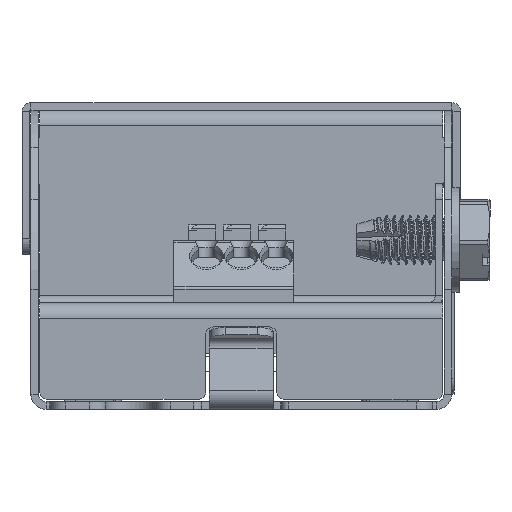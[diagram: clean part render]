
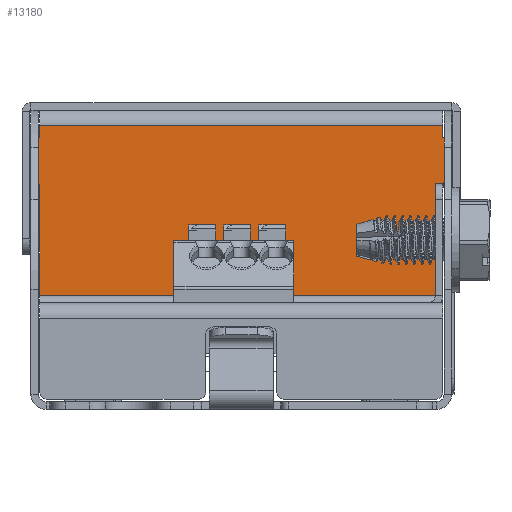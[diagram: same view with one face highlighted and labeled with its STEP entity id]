
A CAD part, left-side view. The second image highlights one B-rep face of the part: STEP entity #13180.
In plain terms, the highlighted planar face has unit normal (-1, 0, 0).
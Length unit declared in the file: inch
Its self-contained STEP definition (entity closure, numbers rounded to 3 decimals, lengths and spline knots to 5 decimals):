
#60 = VERTEX_POINT ( 'NONE', #22341 ) ;
#266 = CARTESIAN_POINT ( 'NONE',  ( 0.69122, -0.045, 0.86089 ) ) ;
#319 = FACE_OUTER_BOUND ( 'NONE', #21168, .T. ) ;
#327 = EDGE_CURVE ( 'NONE', #1986, #20295, #17955, .T. ) ;
#475 = ORIENTED_EDGE ( 'NONE', *, *, #20427, .T. ) ;
#1193 = VECTOR ( 'NONE', #7765, 39.37008 ) ;
#1438 = AXIS2_PLACEMENT_3D ( 'NONE', #11880, #4766, #17207 ) ;
#1748 = DIRECTION ( 'NONE',  ( 0., -1., 0. ) ) ;
#1759 = VECTOR ( 'NONE', #20063, 39.37008 ) ;
#1802 = ORIENTED_EDGE ( 'NONE', *, *, #3469, .F. ) ;
#1986 = VERTEX_POINT ( 'NONE', #7452 ) ;
#2085 = CARTESIAN_POINT ( 'NONE',  ( 0.69122, -0.045, 0.23989 ) ) ;
#2206 = EDGE_CURVE ( 'NONE', #11979, #15687, #20660, .T. ) ;
#2577 = CARTESIAN_POINT ( 'NONE',  ( 0.69122, 1.545, 0.66089 ) ) ;
#2962 = VERTEX_POINT ( 'NONE', #11251 ) ;
#2975 = PLANE ( 'NONE',  #1438 ) ;
#3468 = CARTESIAN_POINT ( 'NONE',  ( 0.69122, 1.565, 0.86089 ) ) ;
#3469 = EDGE_CURVE ( 'NONE', #1986, #8838, #8400, .T. ) ;
#3865 = DIRECTION ( 'NONE',  ( 0., 1., 0. ) ) ;
#4037 = EDGE_CURVE ( 'NONE', #2962, #22193, #14772, .T. ) ;
#4448 = VECTOR ( 'NONE', #22781, 39.37008 ) ;
#4601 = LINE ( 'NONE', #266, #22935 ) ;
#4766 = DIRECTION ( 'NONE',  ( 1., 0., 0. ) ) ;
#4960 = CARTESIAN_POINT ( 'NONE',  ( 0.69122, 1.545, 0.96989 ) ) ;
#5265 = VECTOR ( 'NONE', #12448, 39.37008 ) ;
#5317 = EDGE_CURVE ( 'NONE', #14804, #20295, #13913, .T. ) ;
#5596 = LINE ( 'NONE', #6939, #9788 ) ;
#5962 = CARTESIAN_POINT ( 'NONE',  ( 0.69122, 1.545, 0.66089 ) ) ;
#6172 = VERTEX_POINT ( 'NONE', #2577 ) ;
#6508 = LINE ( 'NONE', #19981, #1759 ) ;
#6600 = DIRECTION ( 'NONE',  ( 0., -0.164, 0.986 ) ) ;
#6863 = CARTESIAN_POINT ( 'NONE',  ( 0.69122, -0.045, 0.96989 ) ) ;
#6939 = CARTESIAN_POINT ( 'NONE',  ( 0.69122, 1.565, 0.78089 ) ) ;
#7229 = ORIENTED_EDGE ( 'NONE', *, *, #11981, .T. ) ;
#7452 = CARTESIAN_POINT ( 'NONE',  ( 0.69122, 1.545, 0.90989 ) ) ;
#7531 = LINE ( 'NONE', #11601, #16432 ) ;
#7765 = DIRECTION ( 'NONE',  ( 0., 0.164, 0.986 ) ) ;
#7903 = CARTESIAN_POINT ( 'NONE',  ( 0.69122, -0.045, 0.86089 ) ) ;
#8136 = ORIENTED_EDGE ( 'NONE', *, *, #5317, .F. ) ;
#8264 = CARTESIAN_POINT ( 'NONE',  ( 0.69122, -0.065, 0.86089 ) ) ;
#8337 = CARTESIAN_POINT ( 'NONE',  ( 0.69122, -0.045, 0.66089 ) ) ;
#8400 = LINE ( 'NONE', #19907, #20314 ) ;
#8838 = VERTEX_POINT ( 'NONE', #11678 ) ;
#9344 = VERTEX_POINT ( 'NONE', #7903 ) ;
#9635 = EDGE_CURVE ( 'NONE', #60, #14804, #5596, .T. ) ;
#9788 = VECTOR ( 'NONE', #17608, 39.37008 ) ;
#9790 = DIRECTION ( 'NONE',  ( 0., 0., -1. ) ) ;
#9857 = DIRECTION ( 'NONE',  ( 0., 0., 1. ) ) ;
#10281 = EDGE_CURVE ( 'NONE', #6172, #10889, #7531, .T. ) ;
#10682 = LINE ( 'NONE', #5962, #1193 ) ;
#10889 = VERTEX_POINT ( 'NONE', #22400 ) ;
#11251 = CARTESIAN_POINT ( 'NONE',  ( 0.69122, -0.065, 0.78089 ) ) ;
#11601 = CARTESIAN_POINT ( 'NONE',  ( 0.69122, 1.545, 0.96989 ) ) ;
#11678 = CARTESIAN_POINT ( 'NONE',  ( 0.69122, -0.045, 0.90989 ) ) ;
#11880 = CARTESIAN_POINT ( 'NONE',  ( 0.69122, 0.75, 0.96989 ) ) ;
#11979 = VERTEX_POINT ( 'NONE', #2085 ) ;
#11981 = EDGE_CURVE ( 'NONE', #22193, #9344, #4601, .T. ) ;
#12276 = EDGE_CURVE ( 'NONE', #15687, #2962, #18205, .T. ) ;
#12306 = ORIENTED_EDGE ( 'NONE', *, *, #12276, .T. ) ;
#12448 = DIRECTION ( 'NONE',  ( 0., 0., 1. ) ) ;
#12492 = CARTESIAN_POINT ( 'NONE',  ( 0.69122, 1.545, 0.86089 ) ) ;
#13180 = ADVANCED_FACE ( 'NONE', ( #319 ), #2975, .F. ) ;
#13293 = VECTOR ( 'NONE', #19188, 39.37008 ) ;
#13344 = VECTOR ( 'NONE', #1748, 39.37008 ) ;
#13913 = LINE ( 'NONE', #12492, #13344 ) ;
#13999 = LINE ( 'NONE', #6863, #4448 ) ;
#14772 = LINE ( 'NONE', #22995, #5265 ) ;
#14804 = VERTEX_POINT ( 'NONE', #3468 ) ;
#15181 = CARTESIAN_POINT ( 'NONE',  ( 0.69122, -0.045, 0.96989 ) ) ;
#15442 = VECTOR ( 'NONE', #9857, 39.37008 ) ;
#15687 = VERTEX_POINT ( 'NONE', #20911 ) ;
#15916 = ORIENTED_EDGE ( 'NONE', *, *, #327, .T. ) ;
#16344 = ORIENTED_EDGE ( 'NONE', *, *, #18056, .F. ) ;
#16345 = ORIENTED_EDGE ( 'NONE', *, *, #2206, .T. ) ;
#16347 = ORIENTED_EDGE ( 'NONE', *, *, #9635, .F. ) ;
#16432 = VECTOR ( 'NONE', #9790, 39.37008 ) ;
#17207 = DIRECTION ( 'NONE',  ( 0., 0., 1. ) ) ;
#17608 = DIRECTION ( 'NONE',  ( 0., 0., 1. ) ) ;
#17955 = LINE ( 'NONE', #4960, #13293 ) ;
#18056 = EDGE_CURVE ( 'NONE', #11979, #10889, #6508, .T. ) ;
#18205 = LINE ( 'NONE', #8337, #22360 ) ;
#18634 = EDGE_CURVE ( 'NONE', #6172, #60, #10682, .T. ) ;
#19188 = DIRECTION ( 'NONE',  ( 0., 0., -1. ) ) ;
#19827 = ORIENTED_EDGE ( 'NONE', *, *, #18634, .F. ) ;
#19907 = CARTESIAN_POINT ( 'NONE',  ( 0.69122, -0.045, 0.90989 ) ) ;
#19981 = CARTESIAN_POINT ( 'NONE',  ( 0.69122, -0.045, 0.23989 ) ) ;
#20063 = DIRECTION ( 'NONE',  ( 0., 1., 0. ) ) ;
#20295 = VERTEX_POINT ( 'NONE', #22394 ) ;
#20314 = VECTOR ( 'NONE', #21661, 39.37008 ) ;
#20395 = ORIENTED_EDGE ( 'NONE', *, *, #10281, .T. ) ;
#20427 = EDGE_CURVE ( 'NONE', #9344, #8838, #13999, .T. ) ;
#20629 = ORIENTED_EDGE ( 'NONE', *, *, #4037, .T. ) ;
#20660 = LINE ( 'NONE', #15181, #15442 ) ;
#20911 = CARTESIAN_POINT ( 'NONE',  ( 0.69122, -0.045, 0.66089 ) ) ;
#21168 = EDGE_LOOP ( 'NONE', ( #16344, #16345, #12306, #20629, #7229, #475, #1802, #15916, #8136, #16347, #19827, #20395 ) ) ;
#21661 = DIRECTION ( 'NONE',  ( 0., -1., 0. ) ) ;
#22193 = VERTEX_POINT ( 'NONE', #8264 ) ;
#22341 = CARTESIAN_POINT ( 'NONE',  ( 0.69122, 1.565, 0.78089 ) ) ;
#22360 = VECTOR ( 'NONE', #6600, 39.37008 ) ;
#22394 = CARTESIAN_POINT ( 'NONE',  ( 0.69122, 1.545, 0.86089 ) ) ;
#22400 = CARTESIAN_POINT ( 'NONE',  ( 0.69122, 1.545, 0.23989 ) ) ;
#22781 = DIRECTION ( 'NONE',  ( 0., 0., 1. ) ) ;
#22935 = VECTOR ( 'NONE', #3865, 39.37008 ) ;
#22995 = CARTESIAN_POINT ( 'NONE',  ( 0.69122, -0.065, 0.78089 ) ) ;
